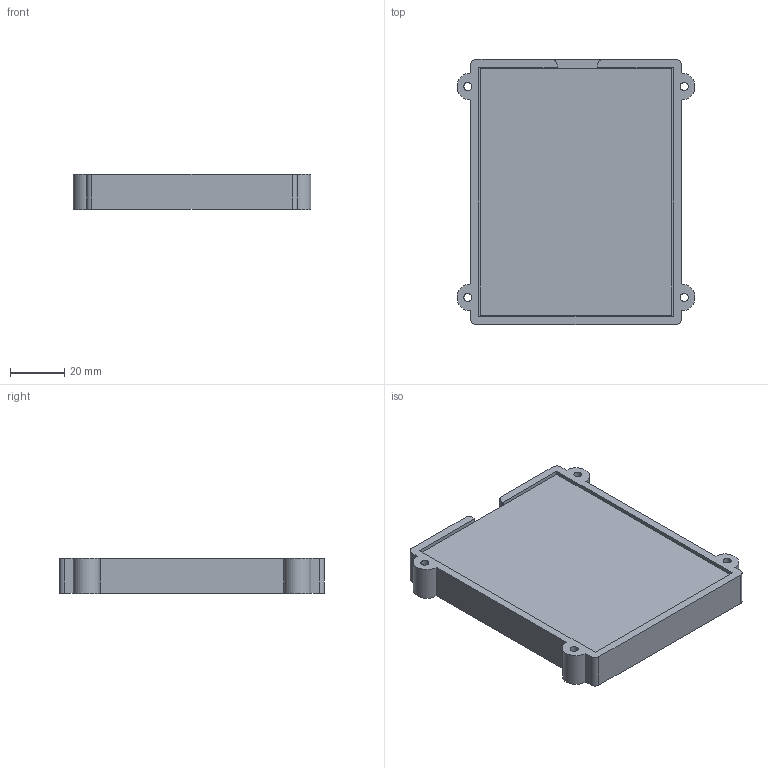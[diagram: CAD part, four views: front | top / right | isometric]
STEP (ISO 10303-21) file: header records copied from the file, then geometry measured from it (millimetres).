
FILE_DESCRIPTION(/* description */ ('','CAx-IF Rec.Pracs.---Representation and Presentation of Product Manufacturing Information (PMI)---4.0---2014-10-13'),/* implementation_level */ '2;1');
FILE_NAME(/* name */ 'hackpad-housing.step',/* time_stamp */ '2025-02-18T20:47:44+01:00',/* author */ (''),/* organization */ (''),/* preprocessor_version */ 'ST-DEVELOPER v20',/* originating_system */ 'Autodesk Translation Framework v13.20.0.188',/* authorisation */ '');
FILE_SCHEMA (('AP242_MANAGED_MODEL_BASED_3D_ENGINEERING_MIM_LF { 1 0 10303 442 1 1 4 }'));
Length unit declared in the file: millimetre
Products named in the file (2): hackpad1; SwitchyPad-case
Assembly tree (1 placements, depth 2):
  hackpad1
    SwitchyPad-case
Bounding box: 88 x 98 x 13 mm (x, y, z)
Volume: 92347 mm3; surface area: 39658.9 mm2
Topology: 2 solids, 2 shells, 52 faces, 144 edges, 92 vertices
Faces by surface type: plane 36, cylinder 16
Full cylindrical faces by diameter (mm): 3 x2
Entity records: 1718 total; most frequent: CARTESIAN_POINT 291, DIRECTION 290, ORIENTED_EDGE 288, EDGE_CURVE 144, LINE 108, VECTOR 108, VERTEX_POINT 92, AXIS2_PLACEMENT_3D 91
